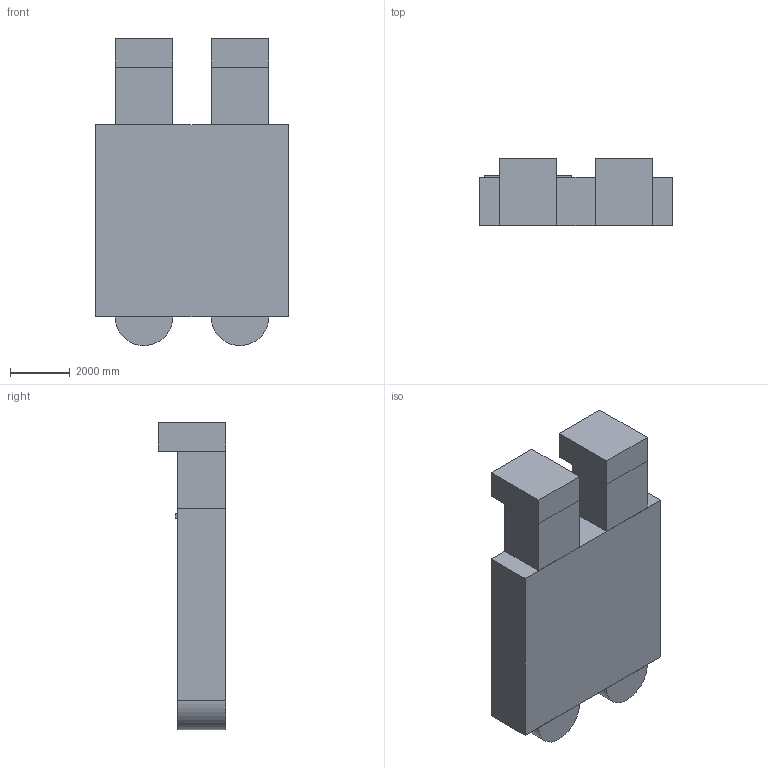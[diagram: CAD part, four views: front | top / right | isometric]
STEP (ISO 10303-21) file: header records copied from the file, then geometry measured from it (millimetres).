
FILE_DESCRIPTION((('zoo.dev export')), '2;1');
FILE_NAME('dump.step', '1970-01-01T00:00:00.0+00:00', ('Author unknown'), ('Organization unknown'), 'zoo.dev beta', 'zoo.dev', 'Authorization unknown');
FILE_SCHEMA(('AP203_CONFIGURATION_CONTROLLED_3D_DESIGN_OF_MECHANICAL_PARTS_AND_ASSEMBLIES_MIM_LF'));
Length unit declared in the file: metre
Products named in the file (7): UNIDENTIFIED_PRODUCT
Bounding box: 6451.6 x 2258.06 x 10322.05 mm (x, y, z)
Volume: 88160916515.6 mm3; surface area: 224211715.4 mm2
Topology: 7 solids, 7 shells, 58 faces, 120 edges, 80 vertices
Faces by surface type: plane 56, bspline 2
Entity records: 1496 total; most frequent: CARTESIAN_POINT 292, ORIENTED_EDGE 240, DIRECTION 172, EDGE_CURVE 120, VECTOR 116, LINE 116, VERTEX_POINT 80, EDGE_LOOP 62
